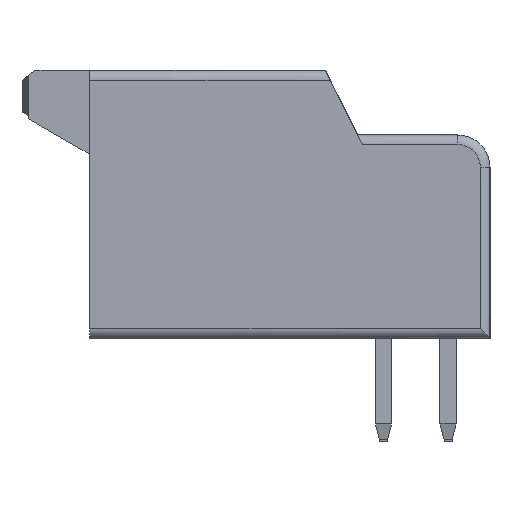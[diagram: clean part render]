
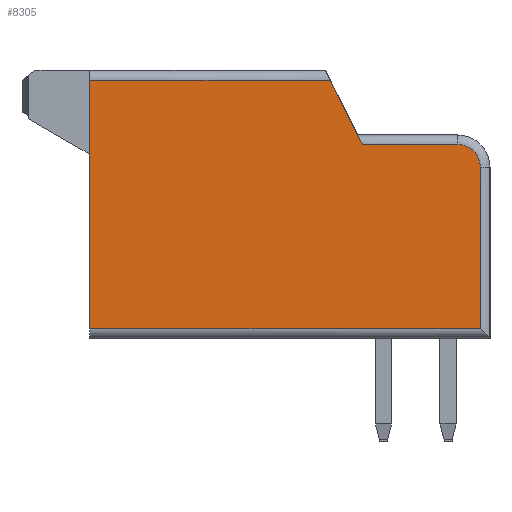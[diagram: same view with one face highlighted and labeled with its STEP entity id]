
A CAD part, left-side view. The second image highlights one B-rep face of the part: STEP entity #8305.
In plain terms, the highlighted planar face has unit normal (-1, 0, 0).
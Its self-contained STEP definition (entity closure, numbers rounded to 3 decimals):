
#54=DIRECTION('',(0.,0.447,0.894));
#55=VECTOR('',#54,2.236);
#56=CARTESIAN_POINT('',(-13.,-6.125,2.1));
#57=LINE('',#56,#55);
#64=CARTESIAN_POINT('',(-13.,-5.125,4.1));
#689=DIRECTION('',(0.,1.,0.));
#690=VECTOR('',#689,7.45);
#691=CARTESIAN_POINT('',(-13.,-5.125,4.1));
#692=LINE('',#691,#690);
#693=DIRECTION('',(0.,1.,0.));
#694=VECTOR('',#693,2.95);
#695=CARTESIAN_POINT('',(-13.,-9.075,2.1));
#696=LINE('',#695,#694);
#697=CARTESIAN_POINT('',(-13.,-9.075,1.4));
#698=DIRECTION('',(-1.,0.,0.));
#699=DIRECTION('',(0.,-1.,0.));
#700=AXIS2_PLACEMENT_3D('',#697,#698,#699);
#702=DIRECTION('',(0.,0.,1.));
#703=VECTOR('',#702,5.);
#704=CARTESIAN_POINT('',(-13.,-9.775,-3.6));
#705=LINE('',#704,#703);
#706=DIRECTION('',(0.,-1.,0.));
#707=VECTOR('',#706,12.1);
#708=CARTESIAN_POINT('',(-13.,2.325,-3.6));
#709=LINE('',#708,#707);
#710=DIRECTION('',(0.,0.,-1.));
#711=VECTOR('',#710,7.7);
#712=CARTESIAN_POINT('',(-13.,2.325,4.1));
#713=LINE('',#712,#711);
#5931=CARTESIAN_POINT('',(-13.,2.325,4.1));
#5933=VERTEX_POINT('',#5931);
#5937=VERTEX_POINT('',#64);
#5942=CARTESIAN_POINT('',(-13.,-9.075,2.1));
#5943=CARTESIAN_POINT('',(-13.,-6.125,2.1));
#5944=VERTEX_POINT('',#5942);
#5945=VERTEX_POINT('',#5943);
#5946=CARTESIAN_POINT('',(-13.,-9.775,1.4));
#5947=VERTEX_POINT('',#5946);
#5950=CARTESIAN_POINT('',(-13.,-9.775,-3.6));
#5951=VERTEX_POINT('',#5950);
#5955=CARTESIAN_POINT('',(-13.,2.325,-3.6));
#5957=VERTEX_POINT('',#5955);
#8289=CARTESIAN_POINT('',(-13.,2.325,0.));
#8290=DIRECTION('',(-1.,0.,0.));
#8291=DIRECTION('',(0.,0.,-1.));
#8292=AXIS2_PLACEMENT_3D('',#8289,#8290,#8291);
#8293=PLANE('',#8292);
#8294=ORIENTED_EDGE('',*,*,#7601,.F.);
#8295=ORIENTED_EDGE('',*,*,#7482,.F.);
#8296=ORIENTED_EDGE('',*,*,#8268,.F.);
#8297=ORIENTED_EDGE('',*,*,#8279,.F.);
#8299=ORIENTED_EDGE('',*,*,#8298,.F.);
#8301=ORIENTED_EDGE('',*,*,#8300,.F.);
#8302=ORIENTED_EDGE('',*,*,#7617,.F.);
#8303=EDGE_LOOP('',(#8294,#8295,#8296,#8297,#8299,#8301,#8302));
#8304=FACE_OUTER_BOUND('',#8303,.F.);
#8305=ADVANCED_FACE('',(#8304),#8293,.T.);
#701=CIRCLE('',#700,0.7);
#7482=EDGE_CURVE('',#5945,#5937,#57,.T.);
#7601=EDGE_CURVE('',#5937,#5933,#692,.T.);
#7617=EDGE_CURVE('',#5933,#5957,#713,.T.);
#8268=EDGE_CURVE('',#5944,#5945,#696,.T.);
#8279=EDGE_CURVE('',#5947,#5944,#701,.T.);
#8298=EDGE_CURVE('',#5951,#5947,#705,.T.);
#8300=EDGE_CURVE('',#5957,#5951,#709,.T.);
